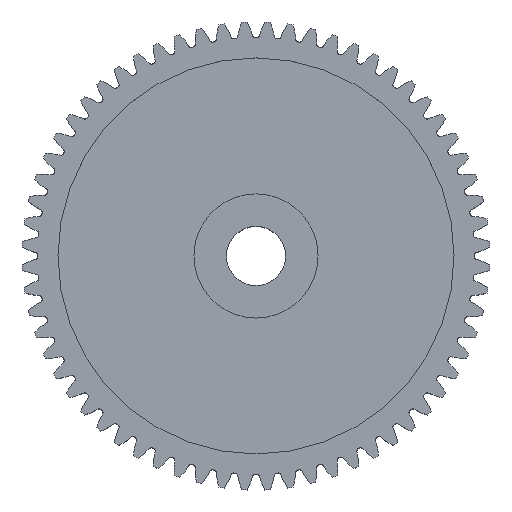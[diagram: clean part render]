
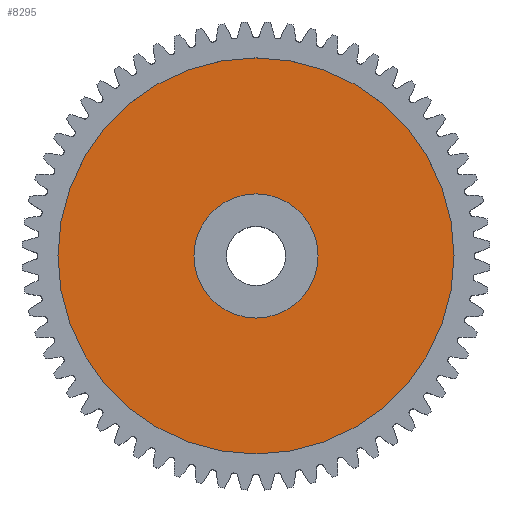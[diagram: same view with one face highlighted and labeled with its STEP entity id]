
A CAD part, top view. The second image highlights one B-rep face of the part: STEP entity #8295.
In plain terms, the highlighted planar face has unit normal (0, 0, 1).
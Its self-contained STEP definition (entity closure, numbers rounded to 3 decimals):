
#4920 = FACE_BOUND ( 'NONE', #8259, .T. ) ;
#4922 = DIRECTION ( 'NONE',  ( 0., 0., -1. ) ) ;
#4923 = CARTESIAN_POINT ( 'NONE',  ( 0., 0., 7.75 ) ) ;
#4927 = CARTESIAN_POINT ( 'NONE',  ( 0., 0., 7.75 ) ) ;
#4928 = AXIS2_PLACEMENT_3D ( 'NONE', #4927, #4975, #4974 ) ;
#4941 = AXIS2_PLACEMENT_3D ( 'NONE', #4923, #4922, #4953 ) ;
#4942 = CIRCLE ( 'NONE', #4928, 10.5 ) ;
#4953 = DIRECTION ( 'NONE',  ( -1., 0., 0. ) ) ;
#4955 = FACE_OUTER_BOUND ( 'NONE', #8291, .T. ) ;
#4967 = DIRECTION ( 'NONE',  ( -1., 0., 0. ) ) ;
#4968 = DIRECTION ( 'NONE',  ( 0., 0., -1. ) ) ;
#4969 = CARTESIAN_POINT ( 'NONE',  ( 0., 0., 7.75 ) ) ;
#4970 = AXIS2_PLACEMENT_3D ( 'NONE', #4969, #4968, #4967 ) ;
#4971 = CIRCLE ( 'NONE', #4970, 33.5 ) ;
#4974 = DIRECTION ( 'NONE',  ( -1., 0., 0. ) ) ;
#4975 = DIRECTION ( 'NONE',  ( 0., 0., -1. ) ) ;
#4976 = PLANE ( 'NONE',  #4941 ) ;
#4994 = CARTESIAN_POINT ( 'NONE',  ( 0., 0., 7.75 ) ) ;
#4995 = AXIS2_PLACEMENT_3D ( 'NONE', #4994, #4999, #5035 ) ;
#4999 = DIRECTION ( 'NONE',  ( 0., 0., -1. ) ) ;
#5013 = CIRCLE ( 'NONE', #4995, 33.5 ) ;
#5034 = CARTESIAN_POINT ( 'NONE',  ( -33.5, 0., 7.75 ) ) ;
#5035 = DIRECTION ( 'NONE',  ( -1., 0., 0. ) ) ;
#5156 = CARTESIAN_POINT ( 'NONE',  ( 33.5, 0., 7.75 ) ) ;
#7502 = CARTESIAN_POINT ( 'NONE',  ( 0., 0., 7.75 ) ) ;
#7508 = DIRECTION ( 'NONE',  ( -1., 0., 0. ) ) ;
#7512 = AXIS2_PLACEMENT_3D ( 'NONE', #7502, #7514, #7508 ) ;
#7514 = DIRECTION ( 'NONE',  ( 0., 0., -1. ) ) ;
#7516 = CIRCLE ( 'NONE', #7512, 10.5 ) ;
#7523 = CARTESIAN_POINT ( 'NONE',  ( -10.5, 0., 7.75 ) ) ;
#7683 = CARTESIAN_POINT ( 'NONE',  ( 10.5, 0., 7.75 ) ) ;
#8148 = ORIENTED_EDGE ( 'NONE', *, *, #8350, .F. ) ;
#8193 = ORIENTED_EDGE ( 'NONE', *, *, #8296, .F. ) ;
#8223 = ORIENTED_EDGE ( 'NONE', *, *, #8838, .T. ) ;
#8259 = EDGE_LOOP ( 'NONE', ( #8223, #8297 ) ) ;
#8291 = EDGE_LOOP ( 'NONE', ( #8193, #8148 ) ) ;
#8295 = ADVANCED_FACE ( 'NONE', ( #4920, #4955 ), #4976, .F. ) ;
#8296 = EDGE_CURVE ( 'NONE', #8348, #8763, #4971, .T. ) ;
#8297 = ORIENTED_EDGE ( 'NONE', *, *, #8300, .T. ) ;
#8300 = EDGE_CURVE ( 'NONE', #8792, #8850, #4942, .T. ) ;
#8348 = VERTEX_POINT ( 'NONE', #5034 ) ;
#8350 = EDGE_CURVE ( 'NONE', #8763, #8348, #5013, .T. ) ;
#8763 = VERTEX_POINT ( 'NONE', #5156 ) ;
#8792 = VERTEX_POINT ( 'NONE', #7683 ) ;
#8838 = EDGE_CURVE ( 'NONE', #8850, #8792, #7516, .T. ) ;
#8850 = VERTEX_POINT ( 'NONE', #7523 ) ;
